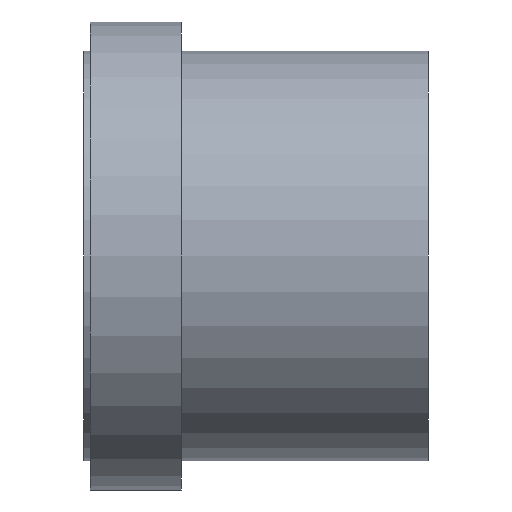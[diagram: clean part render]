
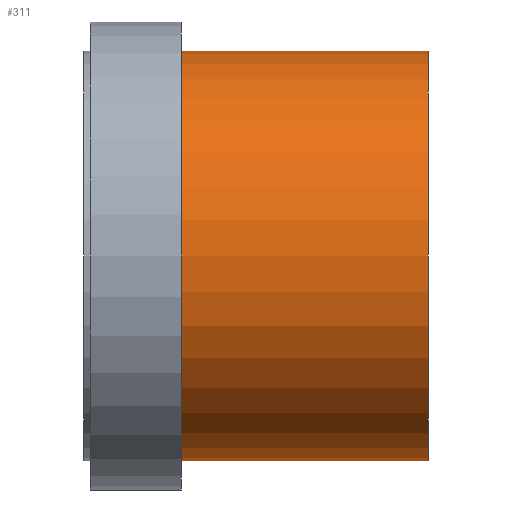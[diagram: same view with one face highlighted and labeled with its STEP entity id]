
A CAD part, left-side view. The second image highlights one B-rep face of the part: STEP entity #311.
In plain terms, the highlighted cylindrical face has radius 12.502 mm (diameter 25.003 mm), a partial arc.
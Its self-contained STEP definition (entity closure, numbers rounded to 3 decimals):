
#3 = CARTESIAN_POINT ( 'NONE',  ( 0., -21.034, 12.502 ) ) ;
#36 = EDGE_LOOP ( 'NONE', ( #121, #312, #105, #352 ) ) ;
#57 = FACE_OUTER_BOUND ( 'NONE', #36, .T. ) ;
#59 = AXIS2_PLACEMENT_3D ( 'NONE', #131, #407, #170 ) ;
#62 = DIRECTION ( 'NONE',  ( 0., 0., 1. ) ) ;
#71 = AXIS2_PLACEMENT_3D ( 'NONE', #264, #127, #174 ) ;
#72 = VECTOR ( 'NONE', #139, 1000. ) ;
#86 = CYLINDRICAL_SURFACE ( 'NONE', #71, 12.502 ) ;
#105 = ORIENTED_EDGE ( 'NONE', *, *, #191, .T. ) ;
#112 = LINE ( 'NONE', #241, #72 ) ;
#121 = ORIENTED_EDGE ( 'NONE', *, *, #173, .F. ) ;
#127 = DIRECTION ( 'NONE',  ( 0., 1., 0. ) ) ;
#131 = CARTESIAN_POINT ( 'NONE',  ( 0., -21.034, 0. ) ) ;
#139 = DIRECTION ( 'NONE',  ( 0., 1., 0. ) ) ;
#147 = LINE ( 'NONE', #273, #263 ) ;
#149 = EDGE_CURVE ( 'NONE', #282, #349, #294, .T. ) ;
#170 = DIRECTION ( 'NONE',  ( 0., 0., 1. ) ) ;
#173 = EDGE_CURVE ( 'NONE', #382, #282, #112, .T. ) ;
#174 = DIRECTION ( 'NONE',  ( 0., 0., 1. ) ) ;
#184 = CIRCLE ( 'NONE', #59, 12.502 ) ;
#191 = EDGE_CURVE ( 'NONE', #265, #349, #147, .T. ) ;
#200 = DIRECTION ( 'NONE',  ( 0., 1., 0. ) ) ;
#231 = CARTESIAN_POINT ( 'NONE',  ( 0., -5.953, -12.502 ) ) ;
#241 = CARTESIAN_POINT ( 'NONE',  ( 0., 37.904, -12.502 ) ) ;
#263 = VECTOR ( 'NONE', #266, 1000. ) ;
#264 = CARTESIAN_POINT ( 'NONE',  ( 0., 37.904, 0. ) ) ;
#265 = VERTEX_POINT ( 'NONE', #3 ) ;
#266 = DIRECTION ( 'NONE',  ( 0., 1., 0. ) ) ;
#273 = CARTESIAN_POINT ( 'NONE',  ( 0., 37.904, 12.502 ) ) ;
#282 = VERTEX_POINT ( 'NONE', #231 ) ;
#291 = CARTESIAN_POINT ( 'NONE',  ( 0., -21.034, -12.502 ) ) ;
#294 = CIRCLE ( 'NONE', #317, 12.502 ) ;
#311 = ADVANCED_FACE ( 'NONE', ( #57 ), #86, .T. ) ;
#312 = ORIENTED_EDGE ( 'NONE', *, *, #350, .T. ) ;
#317 = AXIS2_PLACEMENT_3D ( 'NONE', #320, #200, #62 ) ;
#320 = CARTESIAN_POINT ( 'NONE',  ( 0., -5.953, 0. ) ) ;
#349 = VERTEX_POINT ( 'NONE', #367 ) ;
#350 = EDGE_CURVE ( 'NONE', #382, #265, #184, .T. ) ;
#352 = ORIENTED_EDGE ( 'NONE', *, *, #149, .F. ) ;
#367 = CARTESIAN_POINT ( 'NONE',  ( 0., -5.953, 12.502 ) ) ;
#382 = VERTEX_POINT ( 'NONE', #291 ) ;
#407 = DIRECTION ( 'NONE',  ( 0., 1., 0. ) ) ;
